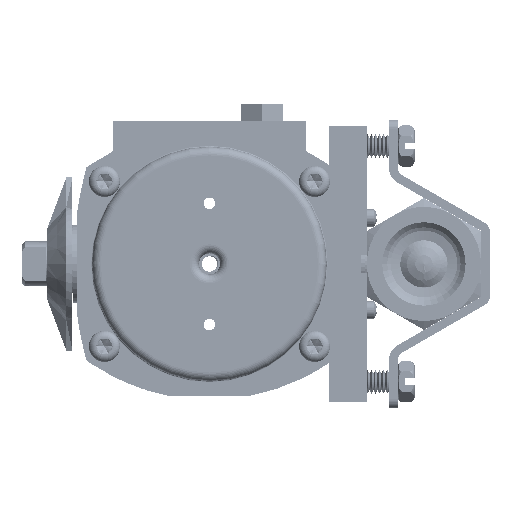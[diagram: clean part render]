
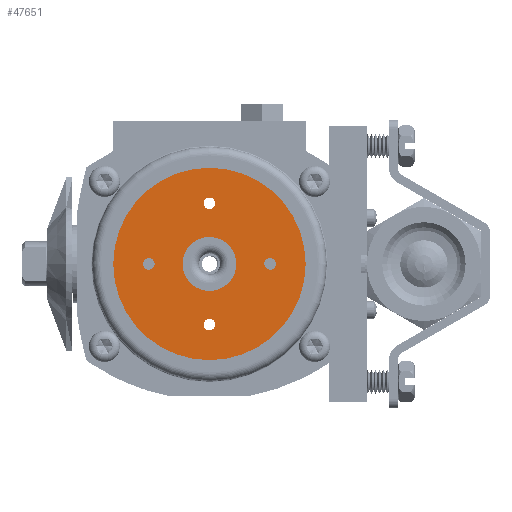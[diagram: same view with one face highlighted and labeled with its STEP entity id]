
A CAD part, left-side view. The second image highlights one B-rep face of the part: STEP entity #47651.
In plain terms, the highlighted planar face has unit normal (-1, 0, 0).
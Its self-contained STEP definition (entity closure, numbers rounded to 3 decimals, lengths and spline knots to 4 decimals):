
#432 = CARTESIAN_POINT ( 'NONE',  ( -3.9665, 2.2295, 0. ) ) ;
#3040 = DIRECTION ( 'NONE',  ( 0., 1., 0. ) ) ;
#3390 = CARTESIAN_POINT ( 'NONE',  ( -3.9665, 2.8595, 0. ) ) ;
#5818 = CARTESIAN_POINT ( 'NONE',  ( -3.9665, 1.5995, 0.06 ) ) ;
#7289 = EDGE_CURVE ( 'NONE', #48355, #70172, #73830, .T. ) ;
#9627 = VERTEX_POINT ( 'NONE', #171257 ) ;
#10075 = CARTESIAN_POINT ( 'NONE',  ( -3.9665, 2.2295, 0. ) ) ;
#10496 = ORIENTED_EDGE ( 'NONE', *, *, #110729, .T. ) ;
#12384 = CARTESIAN_POINT ( 'NONE',  ( -3.9665, 2.2295, 0.22 ) ) ;
#13062 = EDGE_CURVE ( 'NONE', #70172, #48355, #157394, .T. ) ;
#13712 = CARTESIAN_POINT ( 'NONE',  ( -3.9665, 2.2295, -0.57 ) ) ;
#14472 = DIRECTION ( 'NONE',  ( 0., 0., -1. ) ) ;
#15773 = CIRCLE ( 'NONE', #92230, 0.06 ) ;
#17451 = DIRECTION ( 'NONE',  ( 0., 0., -1. ) ) ;
#19590 = AXIS2_PLACEMENT_3D ( 'NONE', #3390, #101099, #17451 ) ;
#22013 = VERTEX_POINT ( 'NONE', #47613 ) ;
#22877 = EDGE_CURVE ( 'NONE', #9627, #149933, #96390, .T. ) ;
#24092 = DIRECTION ( 'NONE',  ( 0., 0., -1. ) ) ;
#24228 = CARTESIAN_POINT ( 'NONE',  ( -3.9665, 2.2295, -0.22 ) ) ;
#25009 = FACE_BOUND ( 'NONE', #159626, .T. ) ;
#28848 = CARTESIAN_POINT ( 'NONE',  ( -3.9665, 2.8595, -0.06 ) ) ;
#29396 = FACE_OUTER_BOUND ( 'NONE', #142183, .T. ) ;
#32230 = EDGE_CURVE ( 'NONE', #149933, #9627, #152627, .T. ) ;
#35593 = VERTEX_POINT ( 'NONE', #146708 ) ;
#37116 = DIRECTION ( 'NONE',  ( -1., 0., 0. ) ) ;
#45887 = CIRCLE ( 'NONE', #138059, 0.22 ) ;
#47613 = CARTESIAN_POINT ( 'NONE',  ( -3.9665, 2.2295, -1.1125 ) ) ;
#47632 = DIRECTION ( 'NONE',  ( -1., 0., 0. ) ) ;
#47651 = ADVANCED_FACE ( 'NONE', ( #173504, #99312, #29396, #136387, #62161, #25009 ), #139169, .T. ) ;
#48355 = VERTEX_POINT ( 'NONE', #143664 ) ;
#49387 = ORIENTED_EDGE ( 'NONE', *, *, #72811, .T. ) ;
#51119 = ORIENTED_EDGE ( 'NONE', *, *, #7289, .T. ) ;
#52323 = CIRCLE ( 'NONE', #94812, 0.22 ) ;
#52754 = CIRCLE ( 'NONE', #83654, 0.06 ) ;
#55580 = AXIS2_PLACEMENT_3D ( 'NONE', #71374, #168940, #85410 ) ;
#55852 = VERTEX_POINT ( 'NONE', #5818 ) ;
#59145 = CARTESIAN_POINT ( 'NONE',  ( -3.9665, 2.8595, 0. ) ) ;
#60528 = CARTESIAN_POINT ( 'NONE',  ( -3.9665, 2.2295, 0. ) ) ;
#62161 = FACE_BOUND ( 'NONE', #125003, .T. ) ;
#62493 = CARTESIAN_POINT ( 'NONE',  ( -3.9665, 2.2295, -0.63 ) ) ;
#63493 = EDGE_LOOP ( 'NONE', ( #123742, #51119 ) ) ;
#64977 = ORIENTED_EDGE ( 'NONE', *, *, #172301, .T. ) ;
#66487 = EDGE_CURVE ( 'NONE', #139767, #82809, #45887, .T. ) ;
#66725 = CARTESIAN_POINT ( 'NONE',  ( -3.9665, 2.2295, 0.63 ) ) ;
#67892 = AXIS2_PLACEMENT_3D ( 'NONE', #180649, #83666, #181235 ) ;
#70172 = VERTEX_POINT ( 'NONE', #28848 ) ;
#71374 = CARTESIAN_POINT ( 'NONE',  ( -3.9665, 2.2295, -0.63 ) ) ;
#72212 = VERTEX_POINT ( 'NONE', #164780 ) ;
#72711 = CARTESIAN_POINT ( 'NONE',  ( -3.9665, 2.2295, 0. ) ) ;
#72811 = EDGE_CURVE ( 'NONE', #35593, #108075, #79819, .T. ) ;
#73197 = DIRECTION ( 'NONE',  ( 0., 0., -1. ) ) ;
#73830 = CIRCLE ( 'NONE', #96040, 0.06 ) ;
#74599 = DIRECTION ( 'NONE',  ( 0., 0., -1. ) ) ;
#76560 = DIRECTION ( 'NONE',  ( 0., 1., 0. ) ) ;
#78769 = CIRCLE ( 'NONE', #179292, 0.06 ) ;
#78828 = CIRCLE ( 'NONE', #81146, 1.1125 ) ;
#79044 = EDGE_LOOP ( 'NONE', ( #148922, #130402 ) ) ;
#79819 = CIRCLE ( 'NONE', #117730, 0.06 ) ;
#80773 = DIRECTION ( 'NONE',  ( 0., 1., 0. ) ) ;
#81146 = AXIS2_PLACEMENT_3D ( 'NONE', #60528, #158107, #74599 ) ;
#82809 = VERTEX_POINT ( 'NONE', #12384 ) ;
#83654 = AXIS2_PLACEMENT_3D ( 'NONE', #131242, #47632, #145295 ) ;
#83666 = DIRECTION ( 'NONE',  ( -1., 0., 0. ) ) ;
#85410 = DIRECTION ( 'NONE',  ( 0., 1., 0. ) ) ;
#86688 = DIRECTION ( 'NONE',  ( 1., 0., 0. ) ) ;
#86769 = DIRECTION ( 'NONE',  ( 0., 0., -1. ) ) ;
#92230 = AXIS2_PLACEMENT_3D ( 'NONE', #120748, #37116, #134766 ) ;
#93959 = CARTESIAN_POINT ( 'NONE',  ( -3.9665, 2.2295, 0.69 ) ) ;
#94812 = AXIS2_PLACEMENT_3D ( 'NONE', #432, #98151, #14472 ) ;
#94885 = ORIENTED_EDGE ( 'NONE', *, *, #32230, .F. ) ;
#96040 = AXIS2_PLACEMENT_3D ( 'NONE', #59145, #156744, #73197 ) ;
#96390 = CIRCLE ( 'NONE', #110704, 0.06 ) ;
#97119 = EDGE_CURVE ( 'NONE', #82809, #139767, #52323, .T. ) ;
#98151 = DIRECTION ( 'NONE',  ( -1., 0., 0. ) ) ;
#98283 = EDGE_CURVE ( 'NONE', #72212, #22013, #165551, .T. ) ;
#99312 = FACE_BOUND ( 'NONE', #79044, .T. ) ;
#101099 = DIRECTION ( 'NONE',  ( 1., 0., 0. ) ) ;
#107751 = DIRECTION ( 'NONE',  ( -1., 0., 0. ) ) ;
#108075 = VERTEX_POINT ( 'NONE', #93959 ) ;
#109250 = ORIENTED_EDGE ( 'NONE', *, *, #22877, .F. ) ;
#110704 = AXIS2_PLACEMENT_3D ( 'NONE', #62493, #160053, #76560 ) ;
#110729 = EDGE_CURVE ( 'NONE', #22013, #72212, #78828, .T. ) ;
#117730 = AXIS2_PLACEMENT_3D ( 'NONE', #170216, #86688, #3040 ) ;
#118265 = ORIENTED_EDGE ( 'NONE', *, *, #97119, .F. ) ;
#118400 = EDGE_LOOP ( 'NONE', ( #144638, #118265 ) ) ;
#120748 = CARTESIAN_POINT ( 'NONE',  ( -3.9665, 1.5995, 0. ) ) ;
#123742 = ORIENTED_EDGE ( 'NONE', *, *, #13062, .T. ) ;
#125003 = EDGE_LOOP ( 'NONE', ( #109250, #94885 ) ) ;
#130402 = ORIENTED_EDGE ( 'NONE', *, *, #153415, .F. ) ;
#131242 = CARTESIAN_POINT ( 'NONE',  ( -3.9665, 1.5995, 0. ) ) ;
#132465 = EDGE_CURVE ( 'NONE', #156096, #55852, #15773, .T. ) ;
#134259 = ORIENTED_EDGE ( 'NONE', *, *, #98283, .T. ) ;
#134766 = DIRECTION ( 'NONE',  ( 0., 0., -1. ) ) ;
#136387 = FACE_BOUND ( 'NONE', #118400, .T. ) ;
#138059 = AXIS2_PLACEMENT_3D ( 'NONE', #10075, #107751, #24092 ) ;
#139169 = PLANE ( 'NONE',  #67892 ) ;
#139767 = VERTEX_POINT ( 'NONE', #24228 ) ;
#140437 = AXIS2_PLACEMENT_3D ( 'NONE', #72711, #170292, #86769 ) ;
#142183 = EDGE_LOOP ( 'NONE', ( #10496, #134259 ) ) ;
#143664 = CARTESIAN_POINT ( 'NONE',  ( -3.9665, 2.8595, 0.06 ) ) ;
#144638 = ORIENTED_EDGE ( 'NONE', *, *, #66487, .F. ) ;
#145295 = DIRECTION ( 'NONE',  ( 0., 0., -1. ) ) ;
#146708 = CARTESIAN_POINT ( 'NONE',  ( -3.9665, 2.2295, 0.57 ) ) ;
#148922 = ORIENTED_EDGE ( 'NONE', *, *, #132465, .F. ) ;
#149933 = VERTEX_POINT ( 'NONE', #13712 ) ;
#152627 = CIRCLE ( 'NONE', #55580, 0.06 ) ;
#153415 = EDGE_CURVE ( 'NONE', #55852, #156096, #52754, .T. ) ;
#156096 = VERTEX_POINT ( 'NONE', #163583 ) ;
#156744 = DIRECTION ( 'NONE',  ( 1., 0., 0. ) ) ;
#157394 = CIRCLE ( 'NONE', #19590, 0.06 ) ;
#158107 = DIRECTION ( 'NONE',  ( -1., 0., 0. ) ) ;
#159626 = EDGE_LOOP ( 'NONE', ( #49387, #64977 ) ) ;
#160053 = DIRECTION ( 'NONE',  ( -1., 0., 0. ) ) ;
#163583 = CARTESIAN_POINT ( 'NONE',  ( -3.9665, 1.5995, -0.06 ) ) ;
#164287 = DIRECTION ( 'NONE',  ( 1., 0., 0. ) ) ;
#164780 = CARTESIAN_POINT ( 'NONE',  ( -3.9665, 2.2295, 1.1125 ) ) ;
#165551 = CIRCLE ( 'NONE', #140437, 1.1125 ) ;
#168940 = DIRECTION ( 'NONE',  ( -1., 0., 0. ) ) ;
#170216 = CARTESIAN_POINT ( 'NONE',  ( -3.9665, 2.2295, 0.63 ) ) ;
#170292 = DIRECTION ( 'NONE',  ( -1., 0., 0. ) ) ;
#171257 = CARTESIAN_POINT ( 'NONE',  ( -3.9665, 2.2295, -0.69 ) ) ;
#172301 = EDGE_CURVE ( 'NONE', #108075, #35593, #78769, .T. ) ;
#173504 = FACE_BOUND ( 'NONE', #63493, .T. ) ;
#179292 = AXIS2_PLACEMENT_3D ( 'NONE', #66725, #164287, #80773 ) ;
#180649 = CARTESIAN_POINT ( 'NONE',  ( -3.9665, 1.5615, 0. ) ) ;
#181235 = DIRECTION ( 'NONE',  ( 0., 0., -1. ) ) ;
